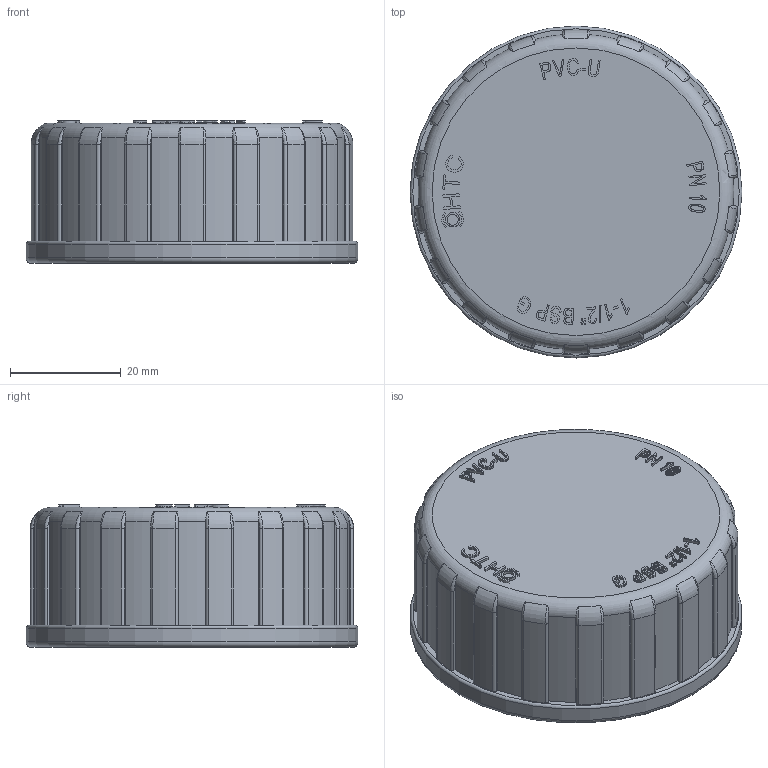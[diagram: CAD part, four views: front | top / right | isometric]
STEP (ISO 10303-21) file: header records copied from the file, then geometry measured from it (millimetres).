
FILE_DESCRIPTION(/* description */ (''),/* implementation_level */ '2;1');
FILE_NAME(/* name */ '1-1÷2堵头.stp',/* time_stamp */ '2023-12-16T16:55:25+08:00',/* author */ (''),/* organization */ (''),/* preprocessor_version */ 'ST-DEVELOPER v16',/* originating_system */ 'SIEMENS PLM Software NX 10.0',/* authorisation */ '');
FILE_SCHEMA (('AUTOMOTIVE_DESIGN { 1 0 10303 214 3 1 1 1 }'));
Length unit declared in the file: millimetre
Products named in the file (1): gelv158820D0qgvs
Bounding box: 60 x 60 x 25.8 mm (x, y, z)
Surface area: 15331.3 mm2 (no closed solid volume)
Topology: 0 solids, 1 shells, 1016 faces, 2895 edges, 1917 vertices
Faces by surface type: plane 851, cylinder 87, bspline 41, torus 21, extrusion 14, cone 2
Full cylindrical faces by diameter (mm): 1.962 x1, 2.616 x1, 47.803 x7, 60 x1
Entity records: 41733 total; most frequent: CARTESIAN_POINT 18882, ORIENTED_EDGE 5724, DIRECTION 3251, EDGE_CURVE 2862, VERTEX_POINT 1900, B_SPLINE_CURVE_WITH_KNOTS 1740, AXIS2_PLACEMENT_3D 1145, EDGE_LOOP 1056
